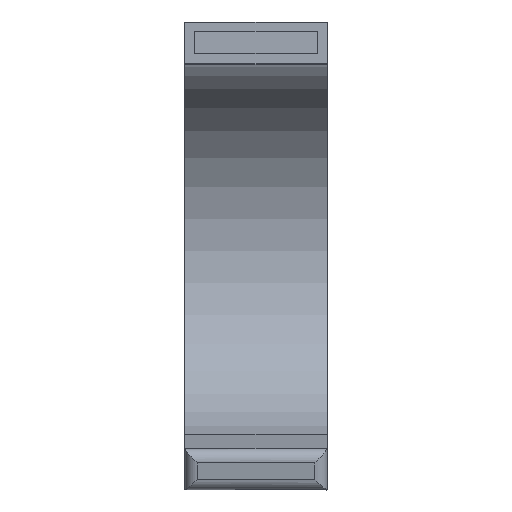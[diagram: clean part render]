
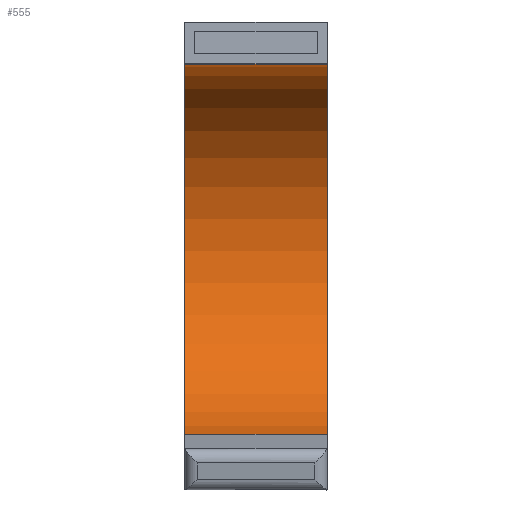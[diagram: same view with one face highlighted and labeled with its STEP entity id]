
A CAD part, top view. The second image highlights one B-rep face of the part: STEP entity #555.
In plain terms, the highlighted cylindrical face has radius 38.608 mm (diameter 77.216 mm), a partial arc.
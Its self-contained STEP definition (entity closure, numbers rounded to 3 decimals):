
#50=FACE_OUTER_BOUND('',#81,.T.);
#81=EDGE_LOOP('',(#409,#410,#411,#412));
#128=LINE('',#865,#184);
#129=LINE('',#868,#185);
#184=VECTOR('',#694,1000.);
#185=VECTOR('',#697,1000.);
#229=CIRCLE('',#596,38.608);
#231=CIRCLE('',#599,38.608);
#260=VERTEX_POINT('',#855);
#261=VERTEX_POINT('',#857);
#263=VERTEX_POINT('',#864);
#264=VERTEX_POINT('',#866);
#318=EDGE_CURVE('',#260,#261,#229,.T.);
#322=EDGE_CURVE('',#263,#260,#128,.T.);
#323=EDGE_CURVE('',#263,#264,#231,.T.);
#324=EDGE_CURVE('',#264,#261,#129,.T.);
#409=ORIENTED_EDGE('',*,*,#318,.F.);
#410=ORIENTED_EDGE('',*,*,#322,.F.);
#411=ORIENTED_EDGE('',*,*,#323,.T.);
#412=ORIENTED_EDGE('',*,*,#324,.T.);
#537=CYLINDRICAL_SURFACE('',#598,38.608);
#555=ADVANCED_FACE('',(#50),#537,.F.);
#596=AXIS2_PLACEMENT_3D('',#858,#686,#687);
#598=AXIS2_PLACEMENT_3D('',#863,#692,#693);
#599=AXIS2_PLACEMENT_3D('',#867,#695,#696);
#686=DIRECTION('center_axis',(1.,0.,0.));
#687=DIRECTION('ref_axis',(0.,1.,0.));
#692=DIRECTION('center_axis',(-1.,0.,0.));
#693=DIRECTION('ref_axis',(0.,-1.,0.));
#694=DIRECTION('',(-1.,0.,0.));
#695=DIRECTION('center_axis',(1.,0.,0.));
#696=DIRECTION('ref_axis',(0.,1.,0.));
#697=DIRECTION('',(-1.,0.,0.));
#855=CARTESIAN_POINT('',(-5014.732,4914.767,-5096.711));
#857=CARTESIAN_POINT('',(-5014.732,4991.396,-5090.007));
#858=CARTESIAN_POINT('Origin',(-5014.732,4952.788,-5090.007));
#863=CARTESIAN_POINT('Origin',(-4987.3,4952.788,-5090.007));
#864=CARTESIAN_POINT('',(-4985.268,4914.767,-5096.711));
#865=CARTESIAN_POINT('',(-4987.3,4914.767,-5096.711));
#866=CARTESIAN_POINT('',(-4985.268,4991.396,-5090.007));
#867=CARTESIAN_POINT('Origin',(-4985.268,4952.788,-5090.007));
#868=CARTESIAN_POINT('',(-4987.3,4991.396,-5090.007));
